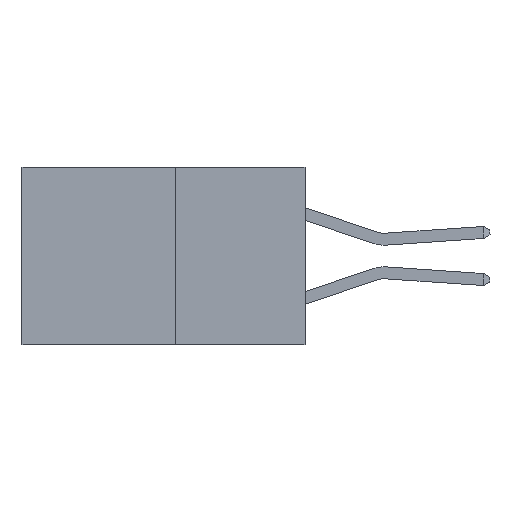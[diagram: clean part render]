
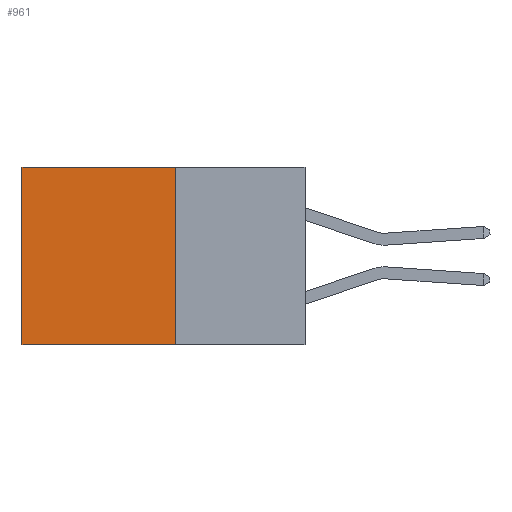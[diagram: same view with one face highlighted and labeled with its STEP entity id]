
A CAD part, left-side view. The second image highlights one B-rep face of the part: STEP entity #961.
In plain terms, the highlighted planar face has unit normal (-1, 0, 0).
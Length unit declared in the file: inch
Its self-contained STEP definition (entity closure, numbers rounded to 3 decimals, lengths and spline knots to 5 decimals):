
#44 = PLANE ( 'NONE',  #3229 ) ;
#130 = EDGE_CURVE ( 'NONE', #1690, #905, #7763, .T. ) ;
#172 = VERTEX_POINT ( 'NONE', #2635 ) ;
#242 = ORIENTED_EDGE ( 'NONE', *, *, #437, .T. ) ;
#437 = EDGE_CURVE ( 'NONE', #1690, #7805, #886, .T. ) ;
#594 = CARTESIAN_POINT ( 'NONE',  ( 0.277, 0.27, -0.37 ) ) ;
#717 = VECTOR ( 'NONE', #7525, 39.37008 ) ;
#831 = ORIENTED_EDGE ( 'NONE', *, *, #1623, .T. ) ;
#886 = LINE ( 'NONE', #7435, #5777 ) ;
#905 = VERTEX_POINT ( 'NONE', #4769 ) ;
#961 = ADVANCED_FACE ( 'NONE', ( #1840 ), #44, .F. ) ;
#1120 = VECTOR ( 'NONE', #6444, 39.37008 ) ;
#1315 = VECTOR ( 'NONE', #5978, 39.37008 ) ;
#1400 = CARTESIAN_POINT ( 'NONE',  ( 0.277, 0.27, 0. ) ) ;
#1623 = EDGE_CURVE ( 'NONE', #7805, #172, #2820, .T. ) ;
#1690 = VERTEX_POINT ( 'NONE', #1400 ) ;
#1840 = FACE_OUTER_BOUND ( 'NONE', #3456, .T. ) ;
#2635 = CARTESIAN_POINT ( 'NONE',  ( 0.277, 0.59, -0.37 ) ) ;
#2658 = LINE ( 'NONE', #4310, #717 ) ;
#2820 = LINE ( 'NONE', #5388, #1120 ) ;
#3105 = DIRECTION ( 'NONE',  ( 0., 0., -1. ) ) ;
#3142 = DIRECTION ( 'NONE',  ( 1., 0., 0. ) ) ;
#3229 = AXIS2_PLACEMENT_3D ( 'NONE', #594, #3142, #3105 ) ;
#3333 = ORIENTED_EDGE ( 'NONE', *, *, #5984, .F. ) ;
#3366 = CARTESIAN_POINT ( 'NONE',  ( 0.277, 0.59, 0. ) ) ;
#3456 = EDGE_LOOP ( 'NONE', ( #831, #3333, #6705, #242 ) ) ;
#4033 = DIRECTION ( 'NONE',  ( 0., 1., 0. ) ) ;
#4310 = CARTESIAN_POINT ( 'NONE',  ( 0.277, 0.27, -0.37 ) ) ;
#4769 = CARTESIAN_POINT ( 'NONE',  ( 0.277, 0.27, -0.37 ) ) ;
#5066 = CARTESIAN_POINT ( 'NONE',  ( 0.277, 0.27, -0.37 ) ) ;
#5388 = CARTESIAN_POINT ( 'NONE',  ( 0.277, 0.59, -0.37 ) ) ;
#5777 = VECTOR ( 'NONE', #4033, 39.37008 ) ;
#5978 = DIRECTION ( 'NONE',  ( 0., 0., -1. ) ) ;
#5984 = EDGE_CURVE ( 'NONE', #905, #172, #2658, .T. ) ;
#6444 = DIRECTION ( 'NONE',  ( 0., 0., -1. ) ) ;
#6705 = ORIENTED_EDGE ( 'NONE', *, *, #130, .F. ) ;
#7435 = CARTESIAN_POINT ( 'NONE',  ( 0.277, 0.27, 0. ) ) ;
#7525 = DIRECTION ( 'NONE',  ( 0., 1., 0. ) ) ;
#7763 = LINE ( 'NONE', #5066, #1315 ) ;
#7805 = VERTEX_POINT ( 'NONE', #3366 ) ;
